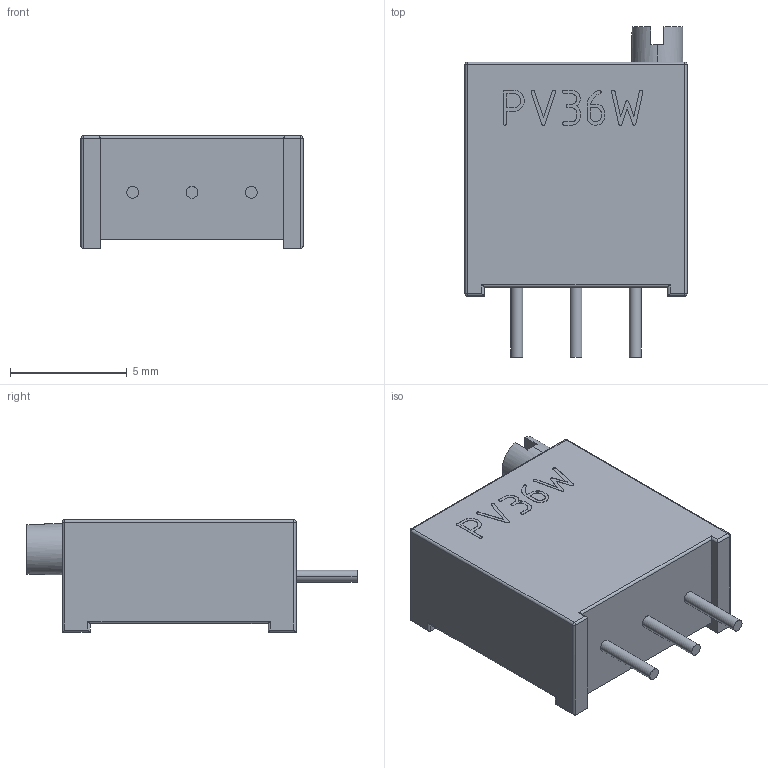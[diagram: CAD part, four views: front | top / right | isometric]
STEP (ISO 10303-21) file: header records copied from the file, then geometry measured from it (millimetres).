
FILE_DESCRIPTION (( 'STEP AP214' ), '1' );
FILE_NAME ('PV36W.STEP', '2020-02-02T14:26:08', ( '' ), ( '' ), 'SwSTEP 2.0', 'SolidWorks 2018', '' );
FILE_SCHEMA (( 'AUTOMOTIVE_DESIGN' ));
Length unit declared in the file: millimetre
Products named in the file (1): PV36W
Bounding box: 9.53 x 14.17 x 4.84 mm (x, y, z)
Volume: 420.1 mm3; surface area: 392.9 mm2
Topology: 1 solids, 1 shells, 156 faces, 405 edges, 258 vertices
Faces by surface type: plane 68, bspline 54, cylinder 30, sphere 4
Entity records: 7191 total; most frequent: CARTESIAN_POINT 3062, ORIENTED_EDGE 802, DIRECTION 515, EDGE_CURVE 401, VERTEX_POINT 258, LINE 245, VECTOR 245, EDGE_LOOP 167
